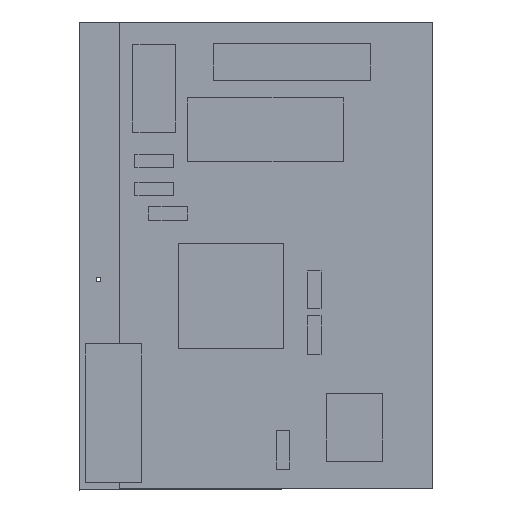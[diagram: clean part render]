
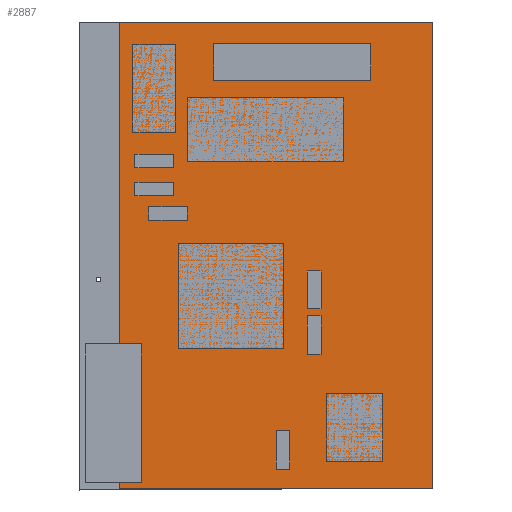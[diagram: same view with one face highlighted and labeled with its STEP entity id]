
A CAD part, top view. The second image highlights one B-rep face of the part: STEP entity #2887.
In plain terms, the highlighted planar face has unit normal (0, 0, 1).
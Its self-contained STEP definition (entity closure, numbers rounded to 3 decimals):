
#350=PLANE('',#3308);
#489=FACE_OUTER_BOUND('',#765,.T.);
#765=EDGE_LOOP('',(#2595,#2596,#2597,#2598));
#969=LINE('',#4886,#1181);
#972=LINE('',#4892,#1184);
#975=LINE('',#4898,#1187);
#978=LINE('',#4902,#1190);
#1181=VECTOR('',#4103,10.);
#1184=VECTOR('',#4108,10.);
#1187=VECTOR('',#4113,10.);
#1190=VECTOR('',#4118,10.);
#1553=VERTEX_POINT('',#4883);
#1554=VERTEX_POINT('',#4885);
#1556=VERTEX_POINT('',#4891);
#1558=VERTEX_POINT('',#4897);
#1897=EDGE_CURVE('',#1554,#1553,#969,.T.);
#1900=EDGE_CURVE('',#1556,#1554,#972,.T.);
#1903=EDGE_CURVE('',#1558,#1556,#975,.T.);
#1906=EDGE_CURVE('',#1553,#1558,#978,.T.);
#2595=ORIENTED_EDGE('',*,*,#1906,.T.);
#2596=ORIENTED_EDGE('',*,*,#1903,.T.);
#2597=ORIENTED_EDGE('',*,*,#1900,.T.);
#2598=ORIENTED_EDGE('',*,*,#1897,.T.);
#2887=ADVANCED_FACE('',(#489),#350,.T.);
#3308=AXIS2_PLACEMENT_3D('',#4903,#4119,#4120);
#4103=DIRECTION('',(-1.,0.,0.));
#4108=DIRECTION('',(0.,1.,0.));
#4113=DIRECTION('',(1.,0.,0.));
#4118=DIRECTION('',(0.,-1.,0.));
#4119=DIRECTION('center_axis',(0.,0.,1.));
#4120=DIRECTION('ref_axis',(1.,0.,0.));
#4883=CARTESIAN_POINT('',(-18.796,17.272,0.1));
#4885=CARTESIAN_POINT('',(4.064,17.272,0.1));
#4886=CARTESIAN_POINT('',(4.064,17.272,0.1));
#4891=CARTESIAN_POINT('',(4.064,-16.764,0.1));
#4892=CARTESIAN_POINT('',(4.064,-16.764,0.1));
#4897=CARTESIAN_POINT('',(-18.796,-16.764,0.1));
#4898=CARTESIAN_POINT('',(-18.796,-16.764,0.1));
#4902=CARTESIAN_POINT('',(-18.796,17.272,0.1));
#4903=CARTESIAN_POINT('Origin',(-7.366,0.254,0.1));
